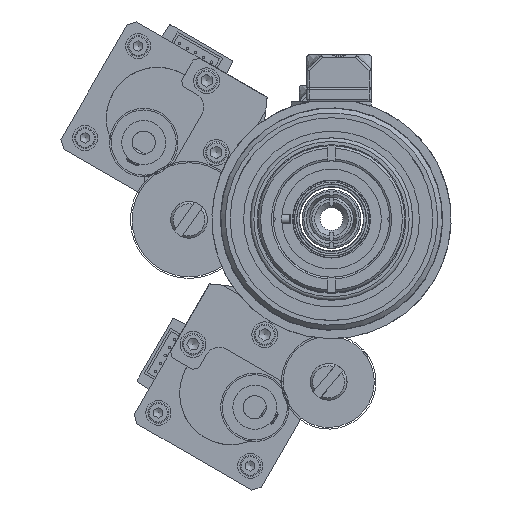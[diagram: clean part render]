
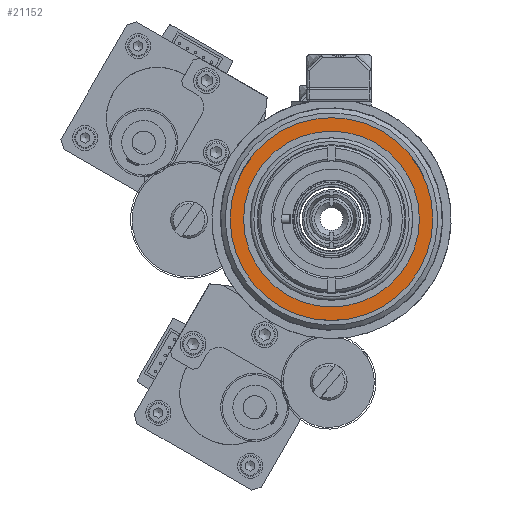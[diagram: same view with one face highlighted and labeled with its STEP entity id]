
A CAD part, left-side view. The second image highlights one B-rep face of the part: STEP entity #21152.
In plain terms, the highlighted face is planar.
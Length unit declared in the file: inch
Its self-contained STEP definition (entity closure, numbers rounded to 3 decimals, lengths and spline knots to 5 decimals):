
#4398=PLANE('',#22864);
#5234=CIRCLE('',#22863,0.75);
#5235=CIRCLE('',#22865,0.865);
#6198=FACE_BOUND('',#8531,.T.);
#6917=FACE_OUTER_BOUND('',#8530,.T.);
#8530=EDGE_LOOP('',(#16090));
#8531=EDGE_LOOP('',(#16091));
#10676=VERTEX_POINT('',#35663);
#10677=VERTEX_POINT('',#35666);
#12781=EDGE_CURVE('',#10676,#10676,#5234,.T.);
#12782=EDGE_CURVE('',#10677,#10677,#5235,.T.);
#16090=ORIENTED_EDGE('',*,*,#12782,.F.);
#16091=ORIENTED_EDGE('',*,*,#12781,.T.);
#21152=ADVANCED_FACE('',(#6917,#6198),#4398,.T.);
#22863=AXIS2_PLACEMENT_3D('',#35664,#25978,#25979);
#22864=AXIS2_PLACEMENT_3D('',#35665,#25980,#25981);
#22865=AXIS2_PLACEMENT_3D('',#35667,#25982,#25983);
#25978=DIRECTION('center_axis',(0.,1.,0.));
#25979=DIRECTION('ref_axis',(-1.,0.,0.));
#25980=DIRECTION('center_axis',(0.,-1.,0.));
#25981=DIRECTION('ref_axis',(0.,0.,-1.));
#25982=DIRECTION('center_axis',(0.,1.,0.));
#25983=DIRECTION('ref_axis',(-1.,0.,0.));
#35663=CARTESIAN_POINT('',(-0.75,0.45966,0.));
#35664=CARTESIAN_POINT('Origin',(0.,0.45966,0.));
#35665=CARTESIAN_POINT('Origin',(-0.8075,0.45966,0.));
#35666=CARTESIAN_POINT('',(-0.865,0.45966,0.));
#35667=CARTESIAN_POINT('Origin',(0.,0.45966,0.));
